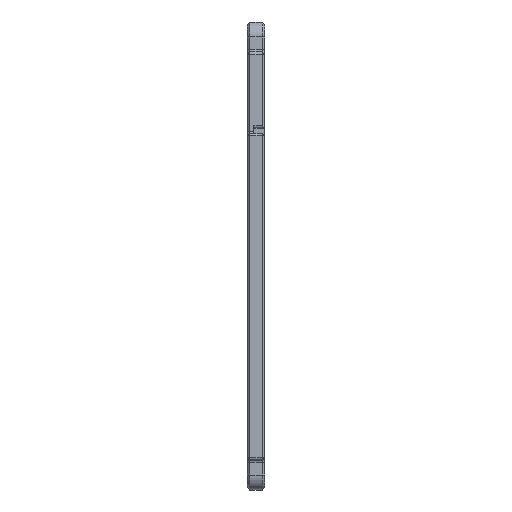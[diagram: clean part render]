
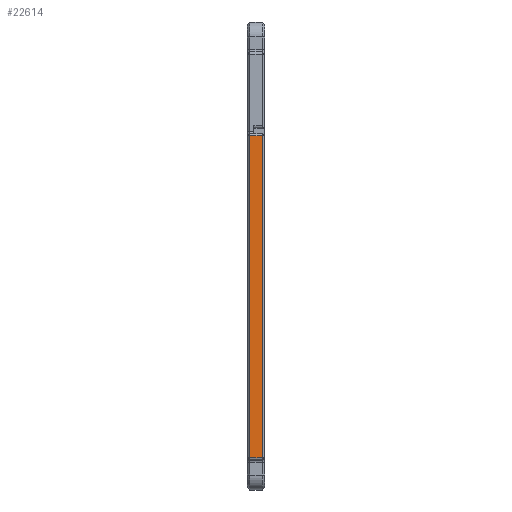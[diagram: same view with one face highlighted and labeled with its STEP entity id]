
A CAD part, left-side view. The second image highlights one B-rep face of the part: STEP entity #22614.
In plain terms, the highlighted planar face has unit normal (-1, 0, 0).
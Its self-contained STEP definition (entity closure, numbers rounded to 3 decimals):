
#220=PLANE('',#23834);
#1098=FACE_OUTER_BOUND('',#2263,.T.);
#2263=EDGE_LOOP('',(#15709,#15710,#15711,#15712));
#4165=LINE('',#32066,#6990);
#4217=LINE('',#32215,#7042);
#4218=LINE('',#32219,#7043);
#4219=LINE('',#32220,#7044);
#6990=VECTOR('',#25694,10.);
#7042=VECTOR('',#25870,10.);
#7043=VECTOR('',#25875,10.);
#7044=VECTOR('',#25876,10.);
#9810=VERTEX_POINT('',#32061);
#9811=VERTEX_POINT('',#32064);
#9846=VERTEX_POINT('',#32214);
#9847=VERTEX_POINT('',#32218);
#12099=EDGE_CURVE('',#9811,#9810,#4165,.T.);
#12173=EDGE_CURVE('',#9810,#9846,#4217,.T.);
#12175=EDGE_CURVE('',#9847,#9811,#4218,.T.);
#12176=EDGE_CURVE('',#9846,#9847,#4219,.T.);
#15709=ORIENTED_EDGE('',*,*,#12099,.F.);
#15710=ORIENTED_EDGE('',*,*,#12175,.F.);
#15711=ORIENTED_EDGE('',*,*,#12176,.F.);
#15712=ORIENTED_EDGE('',*,*,#12173,.F.);
#22614=ADVANCED_FACE('',(#1098),#220,.T.);
#23834=AXIS2_PLACEMENT_3D('',#32217,#25873,#25874);
#25694=DIRECTION('',(0.,0.,-1.));
#25870=DIRECTION('',(0.,1.,0.));
#25873=DIRECTION('center_axis',(-1.,0.,0.));
#25874=DIRECTION('ref_axis',(0.,0.,-1.));
#25875=DIRECTION('',(0.,-1.,0.));
#25876=DIRECTION('',(0.,0.,1.));
#32061=CARTESIAN_POINT('',(-123.825,-3.5,-47.125));
#32064=CARTESIAN_POINT('',(-123.825,-3.5,28.075));
#32066=CARTESIAN_POINT('',(-123.825,-3.5,14.288));
#32214=CARTESIAN_POINT('',(-123.825,-0.5,-47.125));
#32215=CARTESIAN_POINT('',(-123.825,0.,-47.125));
#32217=CARTESIAN_POINT('Origin',(-123.825,0.,28.575));
#32218=CARTESIAN_POINT('',(-123.825,-0.5,28.075));
#32219=CARTESIAN_POINT('',(-123.825,0.,28.075));
#32220=CARTESIAN_POINT('',(-123.825,-0.5,14.288));
